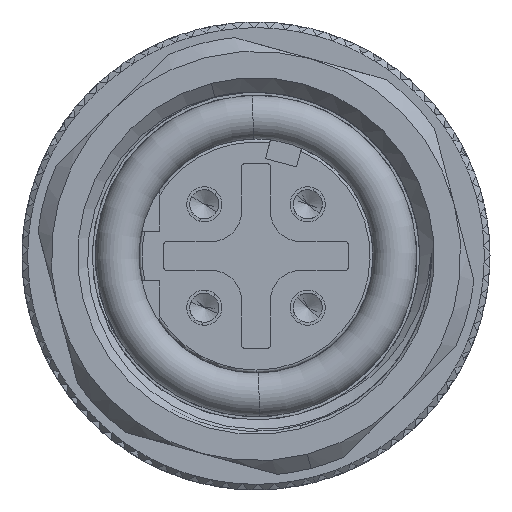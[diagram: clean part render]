
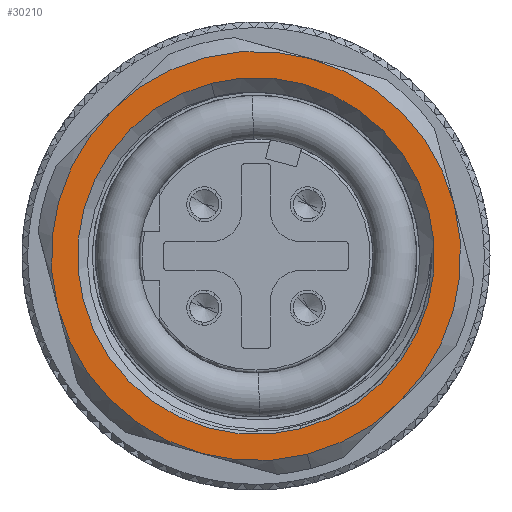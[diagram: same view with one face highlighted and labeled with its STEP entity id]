
A CAD part, left-side view. The second image highlights one B-rep face of the part: STEP entity #30210.
In plain terms, the highlighted planar face has unit normal (-1, 0, 0).
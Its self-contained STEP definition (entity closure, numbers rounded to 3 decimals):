
#668 = CARTESIAN_POINT ( 'NONE',  ( 0., 0., 0. ) ) ;
#1061 = VERTEX_POINT ( 'NONE', #25218 ) ;
#2531 = CIRCLE ( 'NONE', #83590, 7. ) ;
#3864 = DIRECTION ( 'NONE',  ( -1., 0., 0. ) ) ;
#4152 = DIRECTION ( 'NONE',  ( 0., 0., -1. ) ) ;
#6414 = DIRECTION ( 'NONE',  ( 0., 0., -1. ) ) ;
#6743 = EDGE_CURVE ( 'NONE', #28197, #30708, #6815, .T. ) ;
#6815 = CIRCLE ( 'NONE', #61957, 7. ) ;
#7351 = CARTESIAN_POINT ( 'NONE',  ( 0., -3.5, 6.062 ) ) ;
#9713 = EDGE_LOOP ( 'NONE', ( #34436, #52296 ) ) ;
#10095 = CIRCLE ( 'NONE', #66422, 6.1 ) ;
#10325 = CARTESIAN_POINT ( 'NONE',  ( 0., 0., 0. ) ) ;
#10867 = DIRECTION ( 'NONE',  ( 0., 0., -1. ) ) ;
#11176 = DIRECTION ( 'NONE',  ( 0., 0., -1. ) ) ;
#11303 = CARTESIAN_POINT ( 'NONE',  ( 0., 0., 0. ) ) ;
#15331 = CIRCLE ( 'NONE', #74380, 7. ) ;
#17250 = ORIENTED_EDGE ( 'NONE', *, *, #41145, .T. ) ;
#17598 = CARTESIAN_POINT ( 'NONE',  ( 0., 0., 0. ) ) ;
#20440 = CARTESIAN_POINT ( 'NONE',  ( 0., 3.5, 6.062 ) ) ;
#21639 = DIRECTION ( 'NONE',  ( 0., 0., -1. ) ) ;
#24649 = FACE_OUTER_BOUND ( 'NONE', #57896, .T. ) ;
#25218 = CARTESIAN_POINT ( 'NONE',  ( 0., -3.5, -6.062 ) ) ;
#25702 = ORIENTED_EDGE ( 'NONE', *, *, #6743, .T. ) ;
#26937 = DIRECTION ( 'NONE',  ( 0., 0., -1. ) ) ;
#28185 = DIRECTION ( 'NONE',  ( 1., 0., 0. ) ) ;
#28197 = VERTEX_POINT ( 'NONE', #66310 ) ;
#29558 = VERTEX_POINT ( 'NONE', #40179 ) ;
#30210 = ADVANCED_FACE ( 'NONE', ( #57316, #24649 ), #44001, .F. ) ;
#30708 = VERTEX_POINT ( 'NONE', #40618 ) ;
#31533 = DIRECTION ( 'NONE',  ( -1., 0., 0. ) ) ;
#31878 = ORIENTED_EDGE ( 'NONE', *, *, #39136, .T. ) ;
#32341 = CIRCLE ( 'NONE', #66644, 7. ) ;
#33563 = CIRCLE ( 'NONE', #78858, 7. ) ;
#34436 = ORIENTED_EDGE ( 'NONE', *, *, #40863, .T. ) ;
#34851 = DIRECTION ( 'NONE',  ( 0., 0., -1. ) ) ;
#35083 = ORIENTED_EDGE ( 'NONE', *, *, #42308, .T. ) ;
#36147 = CARTESIAN_POINT ( 'NONE',  ( 0., 0., 0. ) ) ;
#37866 = AXIS2_PLACEMENT_3D ( 'NONE', #11303, #31533, #10867 ) ;
#38174 = CARTESIAN_POINT ( 'NONE',  ( 0., 0., 6.1 ) ) ;
#39136 = EDGE_CURVE ( 'NONE', #46292, #28197, #33563, .T. ) ;
#40179 = CARTESIAN_POINT ( 'NONE',  ( 0., 0., -7. ) ) ;
#40618 = CARTESIAN_POINT ( 'NONE',  ( 0., 3.5, -6.062 ) ) ;
#40863 = EDGE_CURVE ( 'NONE', #43111, #55965, #50136, .T. ) ;
#41145 = EDGE_CURVE ( 'NONE', #30708, #29558, #32341, .T. ) ;
#41483 = DIRECTION ( 'NONE',  ( -1., 0., 0. ) ) ;
#42308 = EDGE_CURVE ( 'NONE', #58173, #45266, #83133, .T. ) ;
#43111 = VERTEX_POINT ( 'NONE', #38174 ) ;
#44001 = PLANE ( 'NONE',  #84576 ) ;
#45266 = VERTEX_POINT ( 'NONE', #7351 ) ;
#46292 = VERTEX_POINT ( 'NONE', #20440 ) ;
#50136 = CIRCLE ( 'NONE', #55651, 6.1 ) ;
#50215 = DIRECTION ( 'NONE',  ( -1., 0., 0. ) ) ;
#52296 = ORIENTED_EDGE ( 'NONE', *, *, #72590, .T. ) ;
#53293 = DIRECTION ( 'NONE',  ( -1., 0., 0. ) ) ;
#55181 = CARTESIAN_POINT ( 'NONE',  ( 0., 0., 0. ) ) ;
#55651 = AXIS2_PLACEMENT_3D ( 'NONE', #55181, #81396, #21639 ) ;
#55965 = VERTEX_POINT ( 'NONE', #76385 ) ;
#56627 = ORIENTED_EDGE ( 'NONE', *, *, #60455, .T. ) ;
#57316 = FACE_BOUND ( 'NONE', #9713, .T. ) ;
#57752 = EDGE_CURVE ( 'NONE', #45266, #46292, #76544, .T. ) ;
#57896 = EDGE_LOOP ( 'NONE', ( #25702, #17250, #56627, #80946, #35083, #76249, #31878 ) ) ;
#58173 = VERTEX_POINT ( 'NONE', #83579 ) ;
#60455 = EDGE_CURVE ( 'NONE', #29558, #1061, #2531, .T. ) ;
#60850 = CARTESIAN_POINT ( 'NONE',  ( 0., 0., 0. ) ) ;
#61475 = DIRECTION ( 'NONE',  ( -1., 0., 0. ) ) ;
#61957 = AXIS2_PLACEMENT_3D ( 'NONE', #65371, #53293, #6414 ) ;
#65371 = CARTESIAN_POINT ( 'NONE',  ( 0., 0., 0. ) ) ;
#66310 = CARTESIAN_POINT ( 'NONE',  ( 0., 7., 0. ) ) ;
#66422 = AXIS2_PLACEMENT_3D ( 'NONE', #60850, #28185, #80606 ) ;
#66644 = AXIS2_PLACEMENT_3D ( 'NONE', #10325, #3864, #11176 ) ;
#69824 = DIRECTION ( 'NONE',  ( 0., 0., -1. ) ) ;
#70428 = CARTESIAN_POINT ( 'NONE',  ( 0., 0., 0. ) ) ;
#71092 = CARTESIAN_POINT ( 'NONE',  ( 0., 5.6, 0. ) ) ;
#72448 = AXIS2_PLACEMENT_3D ( 'NONE', #668, #41483, #26937 ) ;
#72590 = EDGE_CURVE ( 'NONE', #55965, #43111, #10095, .T. ) ;
#74380 = AXIS2_PLACEMENT_3D ( 'NONE', #17598, #78193, #84646 ) ;
#76249 = ORIENTED_EDGE ( 'NONE', *, *, #57752, .T. ) ;
#76385 = CARTESIAN_POINT ( 'NONE',  ( 0., 0., -6.1 ) ) ;
#76544 = CIRCLE ( 'NONE', #72448, 7. ) ;
#76661 = DIRECTION ( 'NONE',  ( 1., 0., 0. ) ) ;
#78193 = DIRECTION ( 'NONE',  ( -1., 0., 0. ) ) ;
#78219 = EDGE_CURVE ( 'NONE', #1061, #58173, #15331, .T. ) ;
#78858 = AXIS2_PLACEMENT_3D ( 'NONE', #70428, #50215, #4152 ) ;
#80606 = DIRECTION ( 'NONE',  ( 0., 0., -1. ) ) ;
#80946 = ORIENTED_EDGE ( 'NONE', *, *, #78219, .T. ) ;
#81396 = DIRECTION ( 'NONE',  ( 1., 0., 0. ) ) ;
#83133 = CIRCLE ( 'NONE', #37866, 7. ) ;
#83579 = CARTESIAN_POINT ( 'NONE',  ( 0., -7., 0. ) ) ;
#83590 = AXIS2_PLACEMENT_3D ( 'NONE', #36147, #61475, #34851 ) ;
#84576 = AXIS2_PLACEMENT_3D ( 'NONE', #71092, #76661, #69824 ) ;
#84646 = DIRECTION ( 'NONE',  ( 0., 0., -1. ) ) ;
